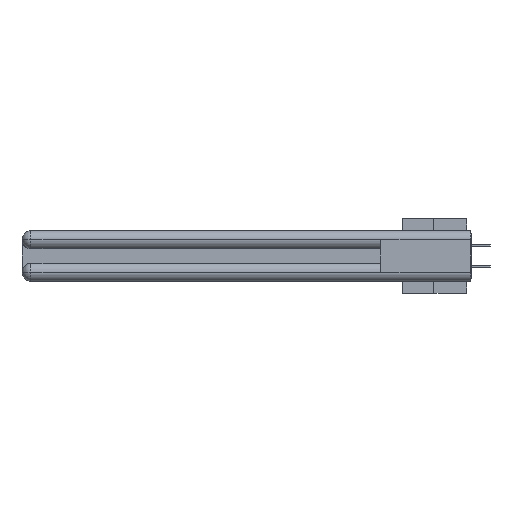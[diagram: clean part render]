
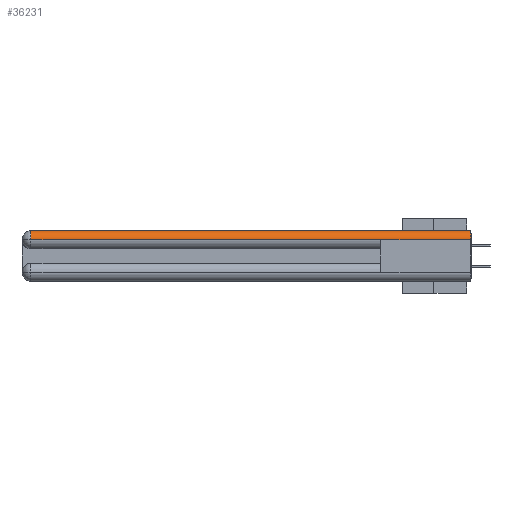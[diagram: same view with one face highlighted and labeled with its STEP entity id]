
A CAD part, left-side view. The second image highlights one B-rep face of the part: STEP entity #36231.
In plain terms, the highlighted cylindrical face has radius 1.562 mm (diameter 3.124 mm), a partial arc.
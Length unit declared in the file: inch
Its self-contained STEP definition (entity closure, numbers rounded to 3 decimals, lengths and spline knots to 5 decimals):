
#1344 = DIRECTION ( 'NONE',  ( 0., 0., 1. ) ) ;
#2318 = AXIS2_PLACEMENT_3D ( 'NONE', #9599, #32201, #27754 ) ;
#3086 = CARTESIAN_POINT ( 'NONE',  ( 0.0615, 0., 0. ) ) ;
#3637 = EDGE_CURVE ( 'NONE', #46004, #7313, #7175, .T. ) ;
#4076 = CARTESIAN_POINT ( 'NONE',  ( 0., 0., -0.0615 ) ) ;
#4375 = AXIS2_PLACEMENT_3D ( 'NONE', #14662, #48411, #25757 ) ;
#4816 = CARTESIAN_POINT ( 'NONE',  ( 0., 0.6, -0.0615 ) ) ;
#5369 = VERTEX_POINT ( 'NONE', #4816 ) ;
#7175 = LINE ( 'NONE', #3086, #26633 ) ;
#7313 = VERTEX_POINT ( 'NONE', #16222 ) ;
#7689 = CIRCLE ( 'NONE', #4375, 0.0615 ) ;
#9599 = CARTESIAN_POINT ( 'NONE',  ( 0.0615, 2.94, -0.0615 ) ) ;
#11448 = EDGE_CURVE ( 'NONE', #26312, #5369, #33702, .T. ) ;
#12847 = CARTESIAN_POINT ( 'NONE',  ( 0.0615, 0., -0.0615 ) ) ;
#13256 = DIRECTION ( 'NONE',  ( 0., -1., 0. ) ) ;
#14662 = CARTESIAN_POINT ( 'NONE',  ( 0.0615, 0., -0.0615 ) ) ;
#15828 = CARTESIAN_POINT ( 'NONE',  ( 0., 3., -0.0615 ) ) ;
#16222 = CARTESIAN_POINT ( 'NONE',  ( 0.0615, 0., 0. ) ) ;
#18595 = LINE ( 'NONE', #15828, #34591 ) ;
#20090 = VERTEX_POINT ( 'NONE', #4076 ) ;
#20142 = EDGE_LOOP ( 'NONE', ( #28189, #26514, #48303, #24671, #36463 ) ) ;
#20185 = CARTESIAN_POINT ( 'NONE',  ( 0., 2.94, -0.0615 ) ) ;
#24237 = DIRECTION ( 'NONE',  ( 0., 1., 0. ) ) ;
#24481 = CARTESIAN_POINT ( 'NONE',  ( 0., 3., -0.0615 ) ) ;
#24671 = ORIENTED_EDGE ( 'NONE', *, *, #45145, .F. ) ;
#25757 = DIRECTION ( 'NONE',  ( 1., 0., 0. ) ) ;
#26312 = VERTEX_POINT ( 'NONE', #20185 ) ;
#26514 = ORIENTED_EDGE ( 'NONE', *, *, #45210, .T. ) ;
#26633 = VECTOR ( 'NONE', #32980, 39.37008 ) ;
#26763 = EDGE_CURVE ( 'NONE', #7313, #20090, #7689, .T. ) ;
#27754 = DIRECTION ( 'NONE',  ( 0., 0., 1. ) ) ;
#28189 = ORIENTED_EDGE ( 'NONE', *, *, #3637, .F. ) ;
#31709 = CYLINDRICAL_SURFACE ( 'NONE', #41335, 0.0615 ) ;
#32201 = DIRECTION ( 'NONE',  ( 0., -1., 0. ) ) ;
#32980 = DIRECTION ( 'NONE',  ( 0., -1., 0. ) ) ;
#33702 = LINE ( 'NONE', #24481, #47944 ) ;
#34559 = DIRECTION ( 'NONE',  ( 0., 1., 0. ) ) ;
#34591 = VECTOR ( 'NONE', #34559, 39.37008 ) ;
#36231 = ADVANCED_FACE ( 'NONE', ( #38234 ), #31709, .T. ) ;
#36463 = ORIENTED_EDGE ( 'NONE', *, *, #26763, .F. ) ;
#38234 = FACE_OUTER_BOUND ( 'NONE', #20142, .T. ) ;
#40321 = CARTESIAN_POINT ( 'NONE',  ( 0.0615, 2.94, 0. ) ) ;
#41335 = AXIS2_PLACEMENT_3D ( 'NONE', #12847, #24237, #1344 ) ;
#45145 = EDGE_CURVE ( 'NONE', #20090, #5369, #18595, .T. ) ;
#45210 = EDGE_CURVE ( 'NONE', #46004, #26312, #46997, .T. ) ;
#46004 = VERTEX_POINT ( 'NONE', #40321 ) ;
#46997 = CIRCLE ( 'NONE', #2318, 0.0615 ) ;
#47944 = VECTOR ( 'NONE', #13256, 39.37008 ) ;
#48303 = ORIENTED_EDGE ( 'NONE', *, *, #11448, .T. ) ;
#48411 = DIRECTION ( 'NONE',  ( 0., -1., 0. ) ) ;
